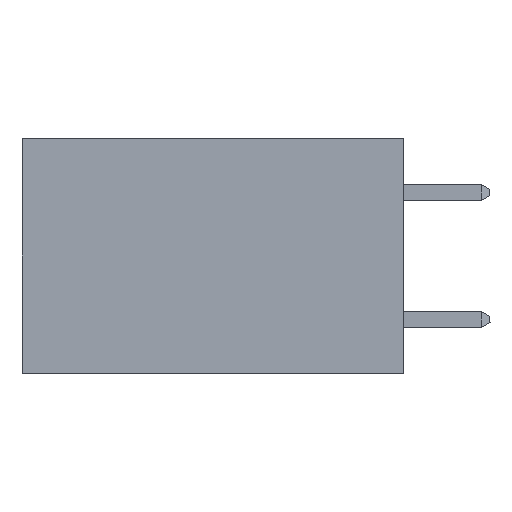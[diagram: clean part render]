
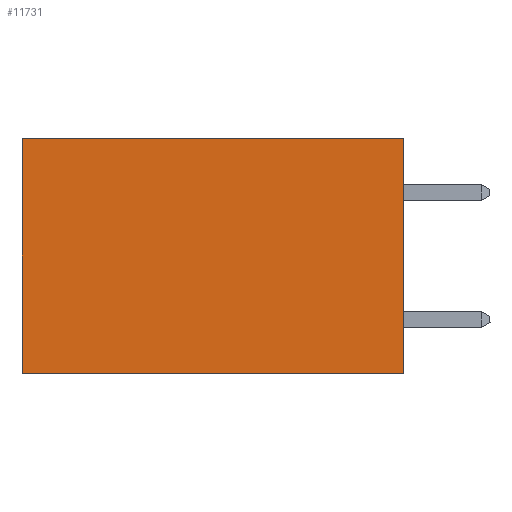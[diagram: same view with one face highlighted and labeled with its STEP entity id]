
A CAD part, left-side view. The second image highlights one B-rep face of the part: STEP entity #11731.
In plain terms, the highlighted planar face has unit normal (-1, 0, 0).
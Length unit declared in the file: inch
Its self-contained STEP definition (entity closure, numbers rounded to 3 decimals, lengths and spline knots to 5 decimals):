
#773 = ORIENTED_EDGE ( 'NONE', *, *, #5343, .F. ) ;
#854 = VERTEX_POINT ( 'NONE', #6927 ) ;
#1163 = CARTESIAN_POINT ( 'NONE',  ( 0.2875, 0., -0.37 ) ) ;
#1780 = CARTESIAN_POINT ( 'NONE',  ( 0.2875, 0.6, 0. ) ) ;
#1956 = CARTESIAN_POINT ( 'NONE',  ( 0.2875, 0., 0. ) ) ;
#2566 = CARTESIAN_POINT ( 'NONE',  ( 0.2875, 0., 0. ) ) ;
#2576 = LINE ( 'NONE', #2566, #7087 ) ;
#2879 = EDGE_LOOP ( 'NONE', ( #11179, #773, #10338, #9711 ) ) ;
#4010 = LINE ( 'NONE', #7131, #6172 ) ;
#4557 = VECTOR ( 'NONE', #6577, 39.37008 ) ;
#4588 = CARTESIAN_POINT ( 'NONE',  ( 0.2875, 0., 0. ) ) ;
#4734 = DIRECTION ( 'NONE',  ( 0., 0., -1. ) ) ;
#5090 = EDGE_CURVE ( 'NONE', #12827, #854, #2576, .T. ) ;
#5343 = EDGE_CURVE ( 'NONE', #854, #8924, #10722, .T. ) ;
#6172 = VECTOR ( 'NONE', #7088, 39.37008 ) ;
#6577 = DIRECTION ( 'NONE',  ( 0., 1., 0. ) ) ;
#6595 = EDGE_CURVE ( 'NONE', #12827, #10687, #13225, .T. ) ;
#6678 = DIRECTION ( 'NONE',  ( 0., 0., -1. ) ) ;
#6702 = PLANE ( 'NONE',  #10370 ) ;
#6831 = EDGE_CURVE ( 'NONE', #10687, #8924, #4010, .T. ) ;
#6927 = CARTESIAN_POINT ( 'NONE',  ( 0.2875, 0., -0.37 ) ) ;
#7087 = VECTOR ( 'NONE', #6678, 39.37008 ) ;
#7088 = DIRECTION ( 'NONE',  ( 0., 0., -1. ) ) ;
#7131 = CARTESIAN_POINT ( 'NONE',  ( 0.2875, 0.6, 0. ) ) ;
#7822 = CARTESIAN_POINT ( 'NONE',  ( 0.2875, 0.6, -0.37 ) ) ;
#8721 = FACE_OUTER_BOUND ( 'NONE', #2879, .T. ) ;
#8924 = VERTEX_POINT ( 'NONE', #7822 ) ;
#9435 = CARTESIAN_POINT ( 'NONE',  ( 0.2875, 0., 0. ) ) ;
#9711 = ORIENTED_EDGE ( 'NONE', *, *, #6595, .T. ) ;
#10338 = ORIENTED_EDGE ( 'NONE', *, *, #5090, .F. ) ;
#10350 = DIRECTION ( 'NONE',  ( 0., 1., 0. ) ) ;
#10370 = AXIS2_PLACEMENT_3D ( 'NONE', #4588, #11124, #4734 ) ;
#10687 = VERTEX_POINT ( 'NONE', #1780 ) ;
#10722 = LINE ( 'NONE', #1163, #4557 ) ;
#11124 = DIRECTION ( 'NONE',  ( 1., 0., 0. ) ) ;
#11179 = ORIENTED_EDGE ( 'NONE', *, *, #6831, .T. ) ;
#11731 = ADVANCED_FACE ( 'NONE', ( #8721 ), #6702, .F. ) ;
#12827 = VERTEX_POINT ( 'NONE', #9435 ) ;
#13225 = LINE ( 'NONE', #1956, #13547 ) ;
#13547 = VECTOR ( 'NONE', #10350, 39.37008 ) ;
